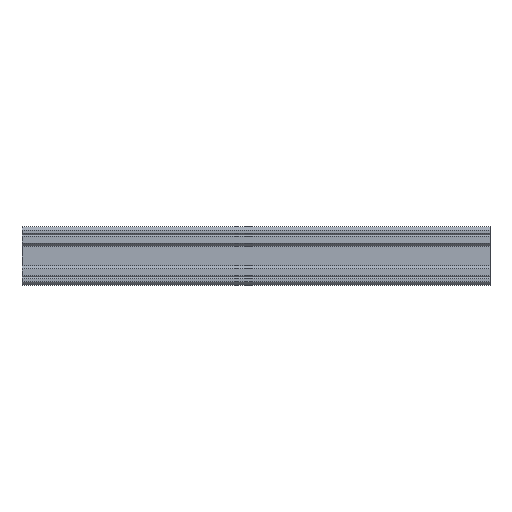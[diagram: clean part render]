
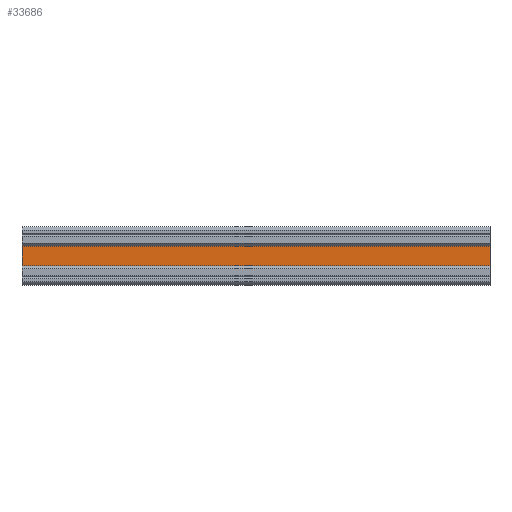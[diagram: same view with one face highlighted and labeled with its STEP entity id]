
A CAD part, left-side view. The second image highlights one B-rep face of the part: STEP entity #33686.
In plain terms, the highlighted planar face has unit normal (-1, 0, 0).
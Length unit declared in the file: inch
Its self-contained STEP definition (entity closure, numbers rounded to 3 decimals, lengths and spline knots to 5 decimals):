
#292 = LINE ( 'NONE', #25603, #6414 ) ;
#519 = FACE_OUTER_BOUND ( 'NONE', #28527, .T. ) ;
#1287 = LINE ( 'NONE', #4504, #1688 ) ;
#1359 = EDGE_CURVE ( 'NONE', #25832, #33544, #292, .T. ) ;
#1688 = VECTOR ( 'NONE', #14672, 39.37008 ) ;
#1729 = LINE ( 'NONE', #7544, #19296 ) ;
#4504 = CARTESIAN_POINT ( 'NONE',  ( -0.2145, 6., 0.18217 ) ) ;
#4959 = ORIENTED_EDGE ( 'NONE', *, *, #1359, .T. ) ;
#5712 = ORIENTED_EDGE ( 'NONE', *, *, #34144, .F. ) ;
#6385 = ORIENTED_EDGE ( 'NONE', *, *, #12051, .T. ) ;
#6414 = VECTOR ( 'NONE', #25378, 39.37008 ) ;
#6598 = CARTESIAN_POINT ( 'NONE',  ( -0.2145, 6., -0.18217 ) ) ;
#7544 = CARTESIAN_POINT ( 'NONE',  ( -0.2145, 0., 0. ) ) ;
#9031 = DIRECTION ( 'NONE',  ( 0., 0., 1. ) ) ;
#12051 = EDGE_CURVE ( 'NONE', #33544, #33919, #1729, .T. ) ;
#12715 = AXIS2_PLACEMENT_3D ( 'NONE', #14497, #14942, #19770 ) ;
#14181 = CARTESIAN_POINT ( 'NONE',  ( -0.2145, 6., 0. ) ) ;
#14497 = CARTESIAN_POINT ( 'NONE',  ( -0.2145, 6.16603, 0. ) ) ;
#14672 = DIRECTION ( 'NONE',  ( 0., -1., 0. ) ) ;
#14942 = DIRECTION ( 'NONE',  ( 1., 0., 0. ) ) ;
#15008 = CARTESIAN_POINT ( 'NONE',  ( -0.2145, 6., 0.18217 ) ) ;
#15877 = DIRECTION ( 'NONE',  ( 0., 0., 1. ) ) ;
#16089 = PLANE ( 'NONE',  #12715 ) ;
#18237 = CARTESIAN_POINT ( 'NONE',  ( -0.2145, 0., 0.18217 ) ) ;
#19296 = VECTOR ( 'NONE', #15877, 39.37008 ) ;
#19766 = ORIENTED_EDGE ( 'NONE', *, *, #25017, .F. ) ;
#19770 = DIRECTION ( 'NONE',  ( 0., 0., -1. ) ) ;
#20057 = LINE ( 'NONE', #14181, #21684 ) ;
#21684 = VECTOR ( 'NONE', #9031, 39.37008 ) ;
#21811 = VERTEX_POINT ( 'NONE', #15008 ) ;
#25017 = EDGE_CURVE ( 'NONE', #25832, #21811, #20057, .T. ) ;
#25378 = DIRECTION ( 'NONE',  ( 0., -1., 0. ) ) ;
#25603 = CARTESIAN_POINT ( 'NONE',  ( -0.2145, 6., -0.18217 ) ) ;
#25832 = VERTEX_POINT ( 'NONE', #6598 ) ;
#28527 = EDGE_LOOP ( 'NONE', ( #19766, #4959, #6385, #5712 ) ) ;
#31571 = CARTESIAN_POINT ( 'NONE',  ( -0.2145, 0., -0.18217 ) ) ;
#33544 = VERTEX_POINT ( 'NONE', #31571 ) ;
#33686 = ADVANCED_FACE ( 'NONE', ( #519 ), #16089, .F. ) ;
#33919 = VERTEX_POINT ( 'NONE', #18237 ) ;
#34144 = EDGE_CURVE ( 'NONE', #21811, #33919, #1287, .T. ) ;
